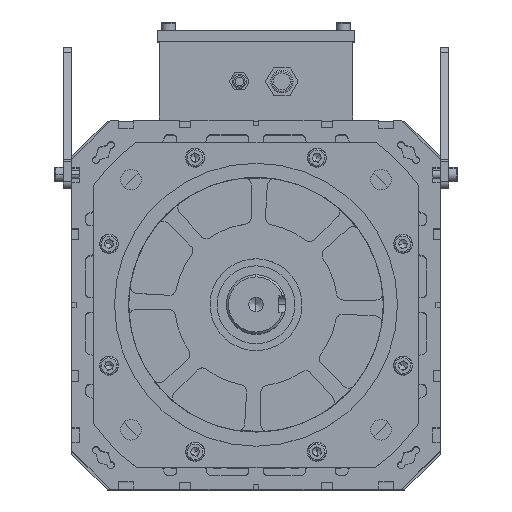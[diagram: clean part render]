
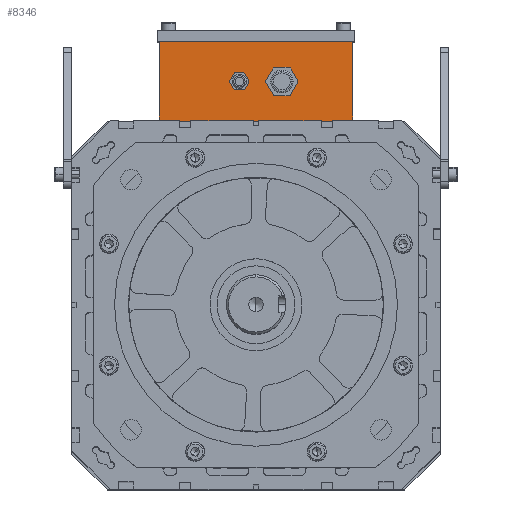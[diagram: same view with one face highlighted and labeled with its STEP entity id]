
A CAD part, top view. The second image highlights one B-rep face of the part: STEP entity #8346.
In plain terms, the highlighted planar face has unit normal (0, 0, 1).
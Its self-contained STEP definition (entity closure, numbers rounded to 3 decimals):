
#399 = DIRECTION ( 'NONE',  ( 1., 0., 0. ) ) ;
#562 = CARTESIAN_POINT ( 'NONE',  ( 284.393, 598.388, -1010.154 ) ) ;
#1393 = ORIENTED_EDGE ( 'NONE', *, *, #18918, .T. ) ;
#1588 = CIRCLE ( 'NONE', #26250, 4. ) ;
#1873 = ORIENTED_EDGE ( 'NONE', *, *, #27780, .F. ) ;
#2027 = CIRCLE ( 'NONE', #22589, 6. ) ;
#2075 = EDGE_CURVE ( 'NONE', #6313, #5825, #22657, .T. ) ;
#2301 = CARTESIAN_POINT ( 'NONE',  ( 364.393, 630.388, -1010.154 ) ) ;
#3584 = FACE_BOUND ( 'NONE', #18902, .T. ) ;
#4005 = VECTOR ( 'NONE', #13524, 1000. ) ;
#4809 = DIRECTION ( 'NONE',  ( 0., 0., 1. ) ) ;
#5125 = VECTOR ( 'NONE', #19328, 1000. ) ;
#5825 = VERTEX_POINT ( 'NONE', #33339 ) ;
#5894 = EDGE_CURVE ( 'NONE', #26501, #12569, #19185, .T. ) ;
#6088 = DIRECTION ( 'NONE',  ( 0., 0., 1. ) ) ;
#6313 = VERTEX_POINT ( 'NONE', #20224 ) ;
#6345 = CARTESIAN_POINT ( 'NONE',  ( 364.393, 630.388, -1010.154 ) ) ;
#7426 = VERTEX_POINT ( 'NONE', #8452 ) ;
#7542 = CARTESIAN_POINT ( 'NONE',  ( 227.893, 574.388, -1010.154 ) ) ;
#7557 = LINE ( 'NONE', #27226, #5125 ) ;
#7583 = DIRECTION ( 'NONE',  ( 0., -1., 0. ) ) ;
#8346 = ADVANCED_FACE ( 'NONE', ( #8919, #3584, #20506 ), #34298, .F. ) ;
#8452 = CARTESIAN_POINT ( 'NONE',  ( 364.393, 574.388, -1010.154 ) ) ;
#8672 = DIRECTION ( 'NONE',  ( 0., 1., 0. ) ) ;
#8919 = FACE_OUTER_BOUND ( 'NONE', #36109, .T. ) ;
#9944 = VECTOR ( 'NONE', #7583, 1000. ) ;
#10530 = DIRECTION ( 'NONE',  ( 0., 1., 0. ) ) ;
#11499 = AXIS2_PLACEMENT_3D ( 'NONE', #32016, #11959, #29255 ) ;
#11959 = DIRECTION ( 'NONE',  ( 0., 0., 1. ) ) ;
#12402 = DIRECTION ( 'NONE',  ( 0., -1., 0. ) ) ;
#12569 = VERTEX_POINT ( 'NONE', #36058 ) ;
#13475 = VERTEX_POINT ( 'NONE', #17516 ) ;
#13524 = DIRECTION ( 'NONE',  ( 1., 0., 0. ) ) ;
#13665 = EDGE_CURVE ( 'NONE', #13475, #7426, #7557, .T. ) ;
#15151 = VERTEX_POINT ( 'NONE', #7542 ) ;
#16025 = CARTESIAN_POINT ( 'NONE',  ( 284.393, 602.388, -1010.154 ) ) ;
#17319 = LINE ( 'NONE', #23032, #35600 ) ;
#17516 = CARTESIAN_POINT ( 'NONE',  ( 364.393, 630.388, -1010.154 ) ) ;
#18413 = EDGE_CURVE ( 'NONE', #30684, #13475, #27858, .T. ) ;
#18902 = EDGE_LOOP ( 'NONE', ( #23226, #20457 ) ) ;
#18918 = EDGE_CURVE ( 'NONE', #15151, #7426, #17319, .T. ) ;
#19016 = ORIENTED_EDGE ( 'NONE', *, *, #5894, .F. ) ;
#19185 = CIRCLE ( 'NONE', #27393, 4. ) ;
#19328 = DIRECTION ( 'NONE',  ( 0., -1., 0. ) ) ;
#20224 = CARTESIAN_POINT ( 'NONE',  ( 314.393, 596.388, -1010.154 ) ) ;
#20340 = ORIENTED_EDGE ( 'NONE', *, *, #13665, .F. ) ;
#20457 = ORIENTED_EDGE ( 'NONE', *, *, #2075, .F. ) ;
#20506 = FACE_BOUND ( 'NONE', #21478, .T. ) ;
#21478 = EDGE_LOOP ( 'NONE', ( #1873, #19016 ) ) ;
#22589 = AXIS2_PLACEMENT_3D ( 'NONE', #25208, #4809, #27432 ) ;
#22657 = CIRCLE ( 'NONE', #11499, 6. ) ;
#23032 = CARTESIAN_POINT ( 'NONE',  ( 364.393, 574.388, -1010.154 ) ) ;
#23226 = ORIENTED_EDGE ( 'NONE', *, *, #29745, .F. ) ;
#23240 = DIRECTION ( 'NONE',  ( 0., 0., -1. ) ) ;
#25208 = CARTESIAN_POINT ( 'NONE',  ( 314.393, 602.388, -1010.154 ) ) ;
#25306 = CARTESIAN_POINT ( 'NONE',  ( 227.893, 630.388, -1010.154 ) ) ;
#25349 = AXIS2_PLACEMENT_3D ( 'NONE', #6345, #23240, #12402 ) ;
#26250 = AXIS2_PLACEMENT_3D ( 'NONE', #31315, #6088, #8672 ) ;
#26501 = VERTEX_POINT ( 'NONE', #562 ) ;
#27226 = CARTESIAN_POINT ( 'NONE',  ( 364.393, 630.388, -1010.154 ) ) ;
#27255 = DIRECTION ( 'NONE',  ( 0., 0., 1. ) ) ;
#27393 = AXIS2_PLACEMENT_3D ( 'NONE', #16025, #27255, #10530 ) ;
#27432 = DIRECTION ( 'NONE',  ( 0., 1., 0. ) ) ;
#27630 = LINE ( 'NONE', #30405, #9944 ) ;
#27780 = EDGE_CURVE ( 'NONE', #12569, #26501, #1588, .T. ) ;
#27858 = LINE ( 'NONE', #2301, #4005 ) ;
#29255 = DIRECTION ( 'NONE',  ( 0., 1., 0. ) ) ;
#29745 = EDGE_CURVE ( 'NONE', #5825, #6313, #2027, .T. ) ;
#30405 = CARTESIAN_POINT ( 'NONE',  ( 227.893, 630.388, -1010.154 ) ) ;
#30684 = VERTEX_POINT ( 'NONE', #25306 ) ;
#31315 = CARTESIAN_POINT ( 'NONE',  ( 284.393, 602.388, -1010.154 ) ) ;
#32016 = CARTESIAN_POINT ( 'NONE',  ( 314.393, 602.388, -1010.154 ) ) ;
#32992 = ORIENTED_EDGE ( 'NONE', *, *, #33145, .T. ) ;
#33145 = EDGE_CURVE ( 'NONE', #30684, #15151, #27630, .T. ) ;
#33339 = CARTESIAN_POINT ( 'NONE',  ( 314.393, 608.388, -1010.154 ) ) ;
#34298 = PLANE ( 'NONE',  #25349 ) ;
#34624 = ORIENTED_EDGE ( 'NONE', *, *, #18413, .F. ) ;
#35600 = VECTOR ( 'NONE', #399, 1000. ) ;
#36058 = CARTESIAN_POINT ( 'NONE',  ( 284.393, 606.388, -1010.154 ) ) ;
#36109 = EDGE_LOOP ( 'NONE', ( #1393, #20340, #34624, #32992 ) ) ;
